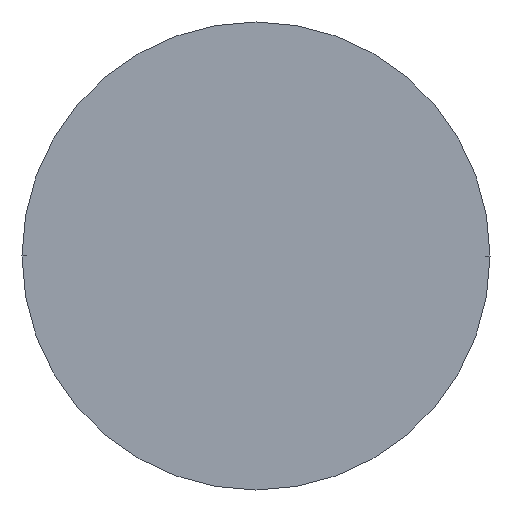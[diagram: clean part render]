
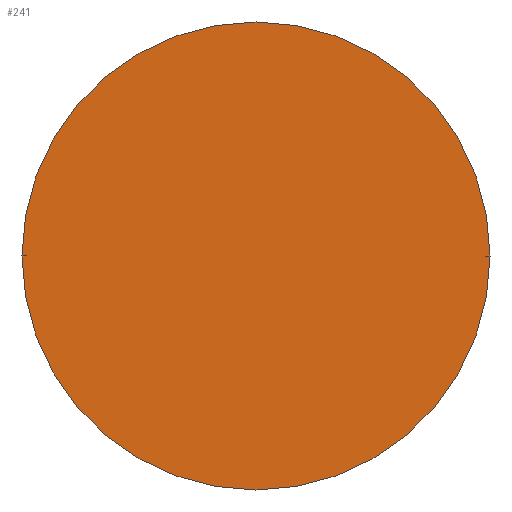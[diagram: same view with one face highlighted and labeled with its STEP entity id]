
A CAD part, left-side view. The second image highlights one B-rep face of the part: STEP entity #241.
In plain terms, the highlighted planar face has unit normal (-1, 0, 0).
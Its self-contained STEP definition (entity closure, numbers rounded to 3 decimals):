
#32 = EDGE_LOOP ( 'NONE', ( #111, #61 ) ) ;
#44 = DIRECTION ( 'NONE',  ( 1., 0., 0. ) ) ;
#47 = FACE_OUTER_BOUND ( 'NONE', #32, .T. ) ;
#61 = ORIENTED_EDGE ( 'NONE', *, *, #353, .T. ) ;
#69 = CIRCLE ( 'NONE', #258, 6. ) ;
#77 = CARTESIAN_POINT ( 'NONE',  ( -55., 6., 0. ) ) ;
#79 = EDGE_CURVE ( 'NONE', #364, #359, #69, .T. ) ;
#94 = CARTESIAN_POINT ( 'NONE',  ( -55., 0., 0. ) ) ;
#111 = ORIENTED_EDGE ( 'NONE', *, *, #79, .T. ) ;
#123 = DIRECTION ( 'NONE',  ( 0., -1., 0. ) ) ;
#138 = PLANE ( 'NONE',  #319 ) ;
#159 = CARTESIAN_POINT ( 'NONE',  ( -55., 6., 0. ) ) ;
#198 = CARTESIAN_POINT ( 'NONE',  ( -55., -6., 0. ) ) ;
#222 = DIRECTION ( 'NONE',  ( -1., 0., 0. ) ) ;
#241 = ADVANCED_FACE ( 'NONE', ( #47 ), #138, .F. ) ;
#250 = CARTESIAN_POINT ( 'NONE',  ( -55., 0., 0. ) ) ;
#258 = AXIS2_PLACEMENT_3D ( 'NONE', #94, #293, #123 ) ;
#264 = AXIS2_PLACEMENT_3D ( 'NONE', #250, #222, #335 ) ;
#293 = DIRECTION ( 'NONE',  ( -1., 0., 0. ) ) ;
#294 = CIRCLE ( 'NONE', #264, 6. ) ;
#319 = AXIS2_PLACEMENT_3D ( 'NONE', #159, #44, #362 ) ;
#335 = DIRECTION ( 'NONE',  ( 0., -1., 0. ) ) ;
#353 = EDGE_CURVE ( 'NONE', #359, #364, #294, .T. ) ;
#359 = VERTEX_POINT ( 'NONE', #77 ) ;
#362 = DIRECTION ( 'NONE',  ( 0., 1., 0. ) ) ;
#364 = VERTEX_POINT ( 'NONE', #198 ) ;
